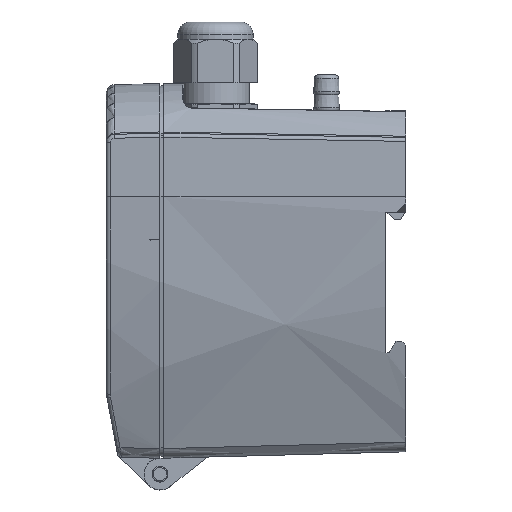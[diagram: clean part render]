
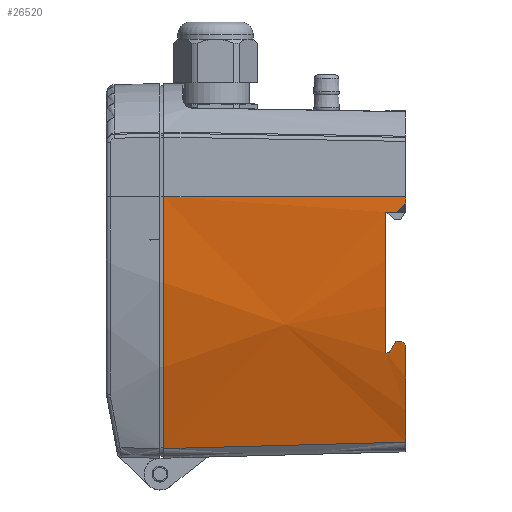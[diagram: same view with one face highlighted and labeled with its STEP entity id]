
A CAD part, left-side view. The second image highlights one B-rep face of the part: STEP entity #26520.
In plain terms, the highlighted conical face has half-angle 1.5 degrees and reference radius 161 mm.
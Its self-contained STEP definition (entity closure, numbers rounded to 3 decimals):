
#1515=CONICAL_SURFACE('',#28581,161.,0.026);
#1731=B_SPLINE_CURVE_WITH_KNOTS('',3,(#42296,#42297,#42298,#42299,#42300,
#42301,#42302,#42303),.UNSPECIFIED.,.F.,.F.,(4,2,2,4),(0.001,
0.008,0.04,0.062),
 .UNSPECIFIED.);
#2615=FACE_OUTER_BOUND('',#4149,.T.);
#4149=EDGE_LOOP('',(#19648,#19649,#19650,#19651,#19652,#19653,#19654,#19655,
#19656,#19657,#19658,#19659));
#5897=LINE('',#40352,#8394);
#5994=LINE('',#40923,#8491);
#6005=LINE('',#40947,#8502);
#6158=LINE('',#42309,#8655);
#8394=VECTOR('',#31316,2.501);
#8491=VECTOR('',#31523,0.8);
#8502=VECTOR('',#31544,1.501);
#8655=VECTOR('',#31919,61.021);
#10720=CIRCLE('',#28314,159.507);
#10768=CIRCLE('',#28437,159.376);
#10776=CIRCLE('',#28453,408.818);
#10779=CIRCLE('',#28460,159.376);
#10782=CIRCLE('',#28468,207.964);
#10783=CIRCLE('',#28473,305.325);
#10799=CIRCLE('',#28552,160.974);
#11566=VERTEX_POINT('',#38831);
#11567=VERTEX_POINT('',#38833);
#11917=VERTEX_POINT('',#40350);
#11990=VERTEX_POINT('',#40780);
#11991=VERTEX_POINT('',#40782);
#12029=VERTEX_POINT('',#40894);
#12030=VERTEX_POINT('',#40896);
#12042=VERTEX_POINT('',#40922);
#12046=VERTEX_POINT('',#40934);
#12050=VERTEX_POINT('',#40946);
#12144=VERTEX_POINT('',#41760);
#12145=VERTEX_POINT('',#41762);
#14315=EDGE_CURVE('',#11566,#11567,#10720,.T.);
#14711=EDGE_CURVE('',#11917,#11566,#5897,.T.);
#14788=EDGE_CURVE('',#11991,#11990,#10768,.T.);
#14831=EDGE_CURVE('',#11991,#11917,#10776,.T.);
#14847=EDGE_CURVE('',#12030,#12029,#10779,.T.);
#14860=EDGE_CURVE('',#11567,#12042,#5994,.T.);
#14866=EDGE_CURVE('',#12042,#12046,#10782,.T.);
#14872=EDGE_CURVE('',#12046,#12050,#6005,.T.);
#14878=EDGE_CURVE('',#12050,#12029,#10783,.T.);
#15046=EDGE_CURVE('',#12145,#12144,#10799,.T.);
#15105=EDGE_CURVE('',#12144,#12030,#1731,.T.);
#15107=EDGE_CURVE('',#11990,#12145,#6158,.T.);
#19648=ORIENTED_EDGE('',*,*,#14860,.F.);
#19649=ORIENTED_EDGE('',*,*,#14315,.F.);
#19650=ORIENTED_EDGE('',*,*,#14711,.F.);
#19651=ORIENTED_EDGE('',*,*,#14831,.F.);
#19652=ORIENTED_EDGE('',*,*,#14788,.T.);
#19653=ORIENTED_EDGE('',*,*,#15107,.T.);
#19654=ORIENTED_EDGE('',*,*,#15046,.T.);
#19655=ORIENTED_EDGE('',*,*,#15105,.T.);
#19656=ORIENTED_EDGE('',*,*,#14847,.T.);
#19657=ORIENTED_EDGE('',*,*,#14878,.F.);
#19658=ORIENTED_EDGE('',*,*,#14872,.F.);
#19659=ORIENTED_EDGE('',*,*,#14866,.F.);
#26520=ADVANCED_FACE('',(#2615),#1515,.T.);
#28314=AXIS2_PLACEMENT_3D('',#38834,#30829,#30830);
#28437=AXIS2_PLACEMENT_3D('',#40783,#31412,#31413);
#28453=AXIS2_PLACEMENT_3D('',#40868,#31476,#31477);
#28460=AXIS2_PLACEMENT_3D('',#40897,#31503,#31504);
#28468=AXIS2_PLACEMENT_3D('',#40935,#31533,#31534);
#28473=AXIS2_PLACEMENT_3D('',#40957,#31554,#31555);
#28552=AXIS2_PLACEMENT_3D('',#41763,#31827,#31828);
#28581=AXIS2_PLACEMENT_3D('',#42308,#31917,#31918);
#30829=DIRECTION('center_axis',(0.,-1.,0.));
#30830=DIRECTION('ref_axis',(0.,0.,1.));
#31316=DIRECTION('',(-0.026,1.,0.));
#31412=DIRECTION('center_axis',(0.,1.,0.));
#31413=DIRECTION('ref_axis',(0.,0.,1.));
#31476=DIRECTION('center_axis',(0.,-0.625,
-0.781));
#31477=DIRECTION('ref_axis',(-1.,-0.004,0.003));
#31503=DIRECTION('center_axis',(0.,1.,0.));
#31504=DIRECTION('ref_axis',(0.,0.,1.));
#31523=DIRECTION('',(0.027,-1.,0.));
#31533=DIRECTION('center_axis',(0.,0.866,
0.5));
#31534=DIRECTION('ref_axis',(-0.982,0.093,-0.162));
#31544=DIRECTION('',(0.027,-1.,0.));
#31554=DIRECTION('center_axis',(0.,-0.707,
0.707));
#31555=DIRECTION('ref_axis',(-0.982,-0.132,-0.132));
#31827=DIRECTION('center_axis',(0.,-1.,0.));
#31828=DIRECTION('ref_axis',(0.,0.,1.));
#31917=DIRECTION('center_axis',(0.,1.,0.));
#31918=DIRECTION('ref_axis',(0.,0.,-1.));
#31919=DIRECTION('',(-0.026,1.,0.));
#38831=CARTESIAN_POINT('',(-40.46,-57.,8.6));
#38833=CARTESIAN_POINT('',(-35.565,-57.,-26.9));
#38834=CARTESIAN_POINT('Origin',(119.,-57.,12.5));
#40350=CARTESIAN_POINT('',(-40.394,-59.5,8.6));
#40352=CARTESIAN_POINT('',(-40.394,-59.5,8.6));
#40780=CARTESIAN_POINT('',(-40.376,-62.,12.5));
#40782=CARTESIAN_POINT('',(-40.365,-62.,10.6));
#40783=CARTESIAN_POINT('Origin',(119.,-62.,12.5));
#40868=CARTESIAN_POINT('Origin',(368.418,-57.85,7.28));
#40894=CARTESIAN_POINT('',(-35.913,-62.,-24.956));
#40896=CARTESIAN_POINT('',(-27.851,-62.,-49.432));
#40897=CARTESIAN_POINT('Origin',(119.,-62.,12.5));
#40922=CARTESIAN_POINT('',(-35.543,-57.8,-26.9));
#40923=CARTESIAN_POINT('',(-35.565,-57.,-26.9));
#40934=CARTESIAN_POINT('',(-36.218,-59.5,-23.956));
#40935=CARTESIAN_POINT('Origin',(168.093,-78.904,9.653));
#40946=CARTESIAN_POINT('',(-36.178,-61.,-23.956));
#40947=CARTESIAN_POINT('',(-36.218,-59.5,-23.956));
#40957=CARTESIAN_POINT('Origin',(264.045,-21.697,15.347));
#41760=CARTESIAN_POINT('',(-28.897,-1.,-51.054));
#41762=CARTESIAN_POINT('',(-41.974,-1.,12.5));
#41763=CARTESIAN_POINT('Origin',(119.,-1.,12.5));
#42296=CARTESIAN_POINT('Ctrl Pts',(-28.897,-1.,-51.054));
#42297=CARTESIAN_POINT('Ctrl Pts',(-28.857,-3.332,
-50.992));
#42298=CARTESIAN_POINT('Ctrl Pts',(-28.817,-5.664,
-50.93));
#42299=CARTESIAN_POINT('Ctrl Pts',(-28.595,-18.657,
-50.584));
#42300=CARTESIAN_POINT('Ctrl Pts',(-28.413,-29.319,
-50.301));
#42301=CARTESIAN_POINT('Ctrl Pts',(-28.104,-47.32,-49.822));
#42302=CARTESIAN_POINT('Ctrl Pts',(-27.978,-54.66,
-49.627));
#42303=CARTESIAN_POINT('Ctrl Pts',(-27.851,-62.,-49.432));
#42308=CARTESIAN_POINT('Origin',(119.,0.,12.5));
#42309=CARTESIAN_POINT('',(-40.376,-62.,12.5));
